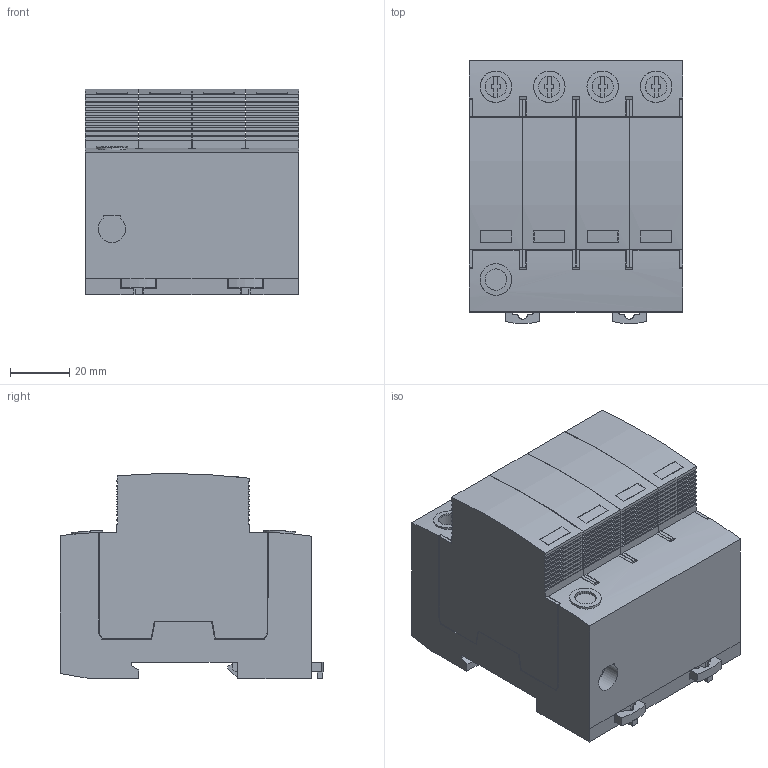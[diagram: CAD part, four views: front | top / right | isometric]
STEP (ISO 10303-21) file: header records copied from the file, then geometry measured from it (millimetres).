
FILE_DESCRIPTION((''),'2;1');
FILE_NAME('SB109007_3D-SIMPLIFIED_ASM','2012-01-06T',('quickadmin'),(''),'PRO/ENGINEER BY PARAMETRIC TECHNOLOGY CORPORATION, 2006170','PRO/ENGINEER BY PARAMETRIC TECHNOLOGY CORPORATION, 2006170','');
FILE_SCHEMA(('CONFIG_CONTROL_DESIGN'));
Length unit declared in the file: millimetre
Products named in the file (8): COQUE_ARRIERE; COQUE; PIECE_04; SB109009_3D-SIMPLIFIED_ASM; VIS_7D2; CACHE; CLIP_01; SB109007_3D-SIMPLIFIED_ASM
Assembly tree (14 placements, depth 3):
  SB109007_3D-SIMPLIFIED_ASM
    COQUE_ARRIERE
    SB109009_3D-SIMPLIFIED_ASM  x4
      COQUE
      PIECE_04
    VIS_7D2  x4
    CACHE
    CLIP_01  x2
Bounding box: 71.9 x 88.7 x 69.13 mm (x, y, z)
Volume: 341740.9 mm3; surface area: 81903.4 mm2
Topology: 16 solids, 16 shells, 934 faces, 2611 edges, 1746 vertices
Faces by surface type: plane 852, cylinder 82
Entity records: 13549 total; most frequent: CARTESIAN_POINT 2882, ORIENTED_EDGE 2258, DIRECTION 2033, EDGE_CURVE 1129, VECTOR 999, LINE 999, VERTEX_POINT 758, AXIS2_PLACEMENT_3D 517
